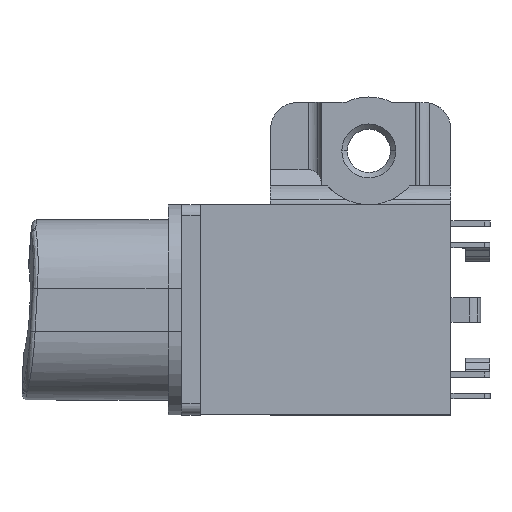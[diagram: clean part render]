
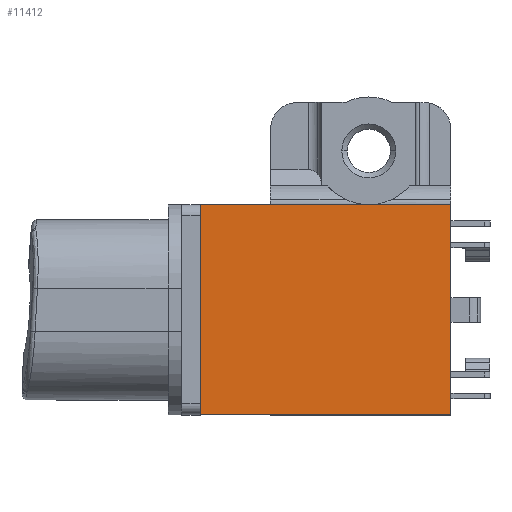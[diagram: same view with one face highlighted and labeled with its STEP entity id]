
A CAD part, top view. The second image highlights one B-rep face of the part: STEP entity #11412.
In plain terms, the highlighted planar face has unit normal (0, 0, 1).
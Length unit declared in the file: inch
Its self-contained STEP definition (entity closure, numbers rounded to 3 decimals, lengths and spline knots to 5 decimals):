
#312 = EDGE_CURVE ( 'NONE', #6600, #11301, #4853, .T. ) ;
#496 = DIRECTION ( 'NONE',  ( 0., 0., -1. ) ) ;
#1524 = CARTESIAN_POINT ( 'NONE',  ( -0.36614, 0., 0. ) ) ;
#1579 = CARTESIAN_POINT ( 'NONE',  ( -0.3878, -0.30709, 0. ) ) ;
#1780 = CARTESIAN_POINT ( 'NONE',  ( -0.36614, -0.30709, 0. ) ) ;
#2036 = VECTOR ( 'NONE', #4988, 39.37008 ) ;
#2050 = ORIENTED_EDGE ( 'NONE', *, *, #312, .F. ) ;
#2448 = VERTEX_POINT ( 'NONE', #1780 ) ;
#2508 = DIRECTION ( 'NONE',  ( 0., -1., 0. ) ) ;
#2878 = EDGE_CURVE ( 'NONE', #6600, #2448, #5385, .T. ) ;
#3304 = EDGE_CURVE ( 'NONE', #2448, #5608, #9803, .T. ) ;
#3425 = PLANE ( 'NONE',  #4778 ) ;
#4341 = ORIENTED_EDGE ( 'NONE', *, *, #9896, .F. ) ;
#4778 = AXIS2_PLACEMENT_3D ( 'NONE', #1579, #496, #5262 ) ;
#4853 = LINE ( 'NONE', #5648, #7114 ) ;
#4870 = ORIENTED_EDGE ( 'NONE', *, *, #3304, .T. ) ;
#4930 = LINE ( 'NONE', #6744, #2036 ) ;
#4988 = DIRECTION ( 'NONE',  ( 0., -1., 0. ) ) ;
#5262 = DIRECTION ( 'NONE',  ( 0., 1., 0. ) ) ;
#5385 = LINE ( 'NONE', #1524, #5818 ) ;
#5608 = VERTEX_POINT ( 'NONE', #5892 ) ;
#5612 = EDGE_LOOP ( 'NONE', ( #4341, #2050, #10604, #4870 ) ) ;
#5648 = CARTESIAN_POINT ( 'NONE',  ( -0.36614, 0., 0. ) ) ;
#5818 = VECTOR ( 'NONE', #2508, 39.37008 ) ;
#5892 = CARTESIAN_POINT ( 'NONE',  ( 0., -0.30709, 0. ) ) ;
#5900 = CARTESIAN_POINT ( 'NONE',  ( -0.36614, -0.30709, 0. ) ) ;
#6017 = DIRECTION ( 'NONE',  ( 1., 0., 0. ) ) ;
#6600 = VERTEX_POINT ( 'NONE', #7657 ) ;
#6744 = CARTESIAN_POINT ( 'NONE',  ( 0., 0., 0. ) ) ;
#7114 = VECTOR ( 'NONE', #11333, 39.37008 ) ;
#7657 = CARTESIAN_POINT ( 'NONE',  ( -0.36614, 0., 0. ) ) ;
#9090 = VECTOR ( 'NONE', #6017, 39.37008 ) ;
#9803 = LINE ( 'NONE', #5900, #9090 ) ;
#9833 = FACE_OUTER_BOUND ( 'NONE', #5612, .T. ) ;
#9896 = EDGE_CURVE ( 'NONE', #11301, #5608, #4930, .T. ) ;
#10404 = CARTESIAN_POINT ( 'NONE',  ( 0., 0., 0. ) ) ;
#10604 = ORIENTED_EDGE ( 'NONE', *, *, #2878, .T. ) ;
#11301 = VERTEX_POINT ( 'NONE', #10404 ) ;
#11333 = DIRECTION ( 'NONE',  ( 1., 0., 0. ) ) ;
#11412 = ADVANCED_FACE ( 'NONE', ( #9833 ), #3425, .F. ) ;
